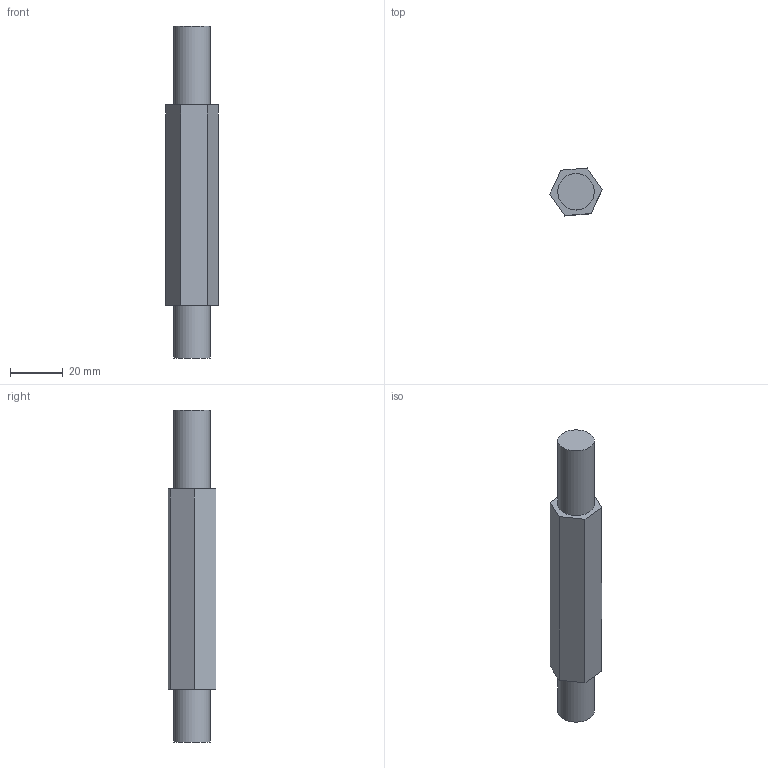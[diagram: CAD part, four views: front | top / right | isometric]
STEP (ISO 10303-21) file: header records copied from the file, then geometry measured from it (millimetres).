
FILE_DESCRIPTION(/* description */ (''),/* implementation_level */ '2;1');
FILE_NAME(/* name */ 'top motor standoffs v1.step',/* time_stamp */ '2023-12-15T19:42:44+05:30',/* author */ (''),/* organization */ (''),/* preprocessor_version */ 'ST-DEVELOPER v20',/* originating_system */ 'Autodesk Translation Framework v12.14.0.127',/* authorisation */ '');
FILE_SCHEMA (('AUTOMOTIVE_DESIGN { 1 0 10303 214 3 1 1 }'));
Length unit declared in the file: millimetre
Products named in the file (2): top motor standoffs; Component1
Assembly tree (1 placements, depth 2):
  top motor standoffs
    Component1
Bounding box: 19.92 x 18.12 x 126.1 mm (x, y, z)
Volume: 27273.8 mm3; surface area: 7256.8 mm2
Topology: 1 solids, 1 shells, 12 faces, 24 edges, 16 vertices
Faces by surface type: plane 10, cylinder 2
Full cylindrical faces by diameter (mm): 13.822 x2
Entity records: 365 total; most frequent: DIRECTION 58, CARTESIAN_POINT 55, ORIENTED_EDGE 48, EDGE_CURVE 24, LINE 20, VECTOR 20, AXIS2_PLACEMENT_3D 19, VERTEX_POINT 16
